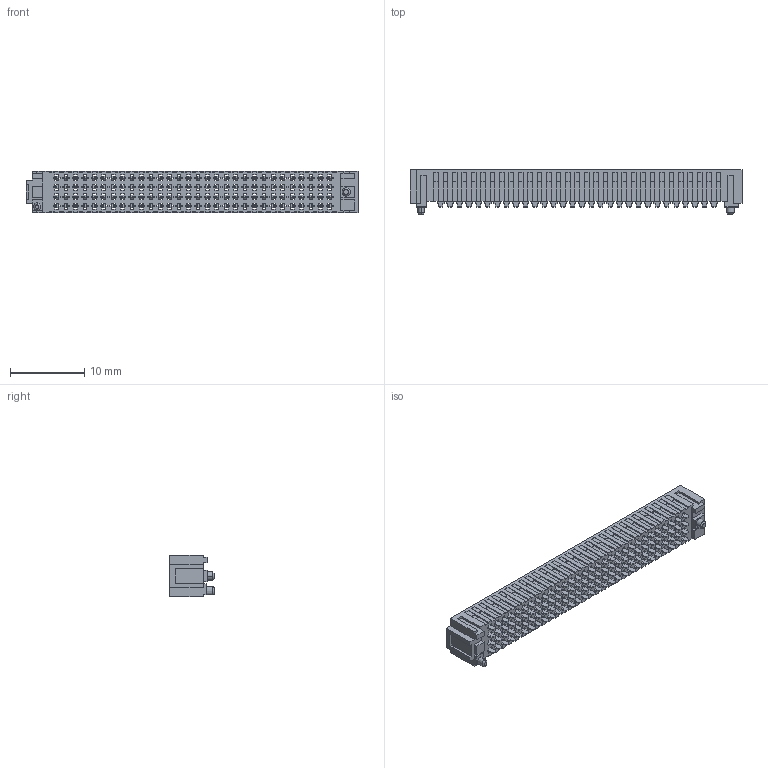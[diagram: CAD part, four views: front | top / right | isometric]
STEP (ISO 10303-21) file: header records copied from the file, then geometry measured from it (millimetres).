
FILE_DESCRIPTION((''),'2;1');
FILE_NAME('FBB12701-F100S3003BKMH51_REF_AS','2026-04-07T18:45:52',('gongchengVV'),(''),'CREO PARAMETRIC BY PTC INC, 2020033','CREO PARAMETRIC BY PTC INC, 2020033','');
FILE_SCHEMA(('CONFIG_CONTROL_DESIGN'));
Products named in the file (1): FBB12701-F100S3003BKMH51_REF_AS
Bounding box: 44.76 x 6.05 x 5.66 mm (x, y, z)
Volume: 590.3 mm3; surface area: 2928.7 mm2
Topology: 1 solids, 1 shells, 5510 faces, 18066 edges, 12200 vertices
Faces by surface type: plane 4480, cylinder 1024, extrusion 2, bspline 2, cone 2
Entity records: 198619 total; most frequent: CARTESIAN_POINT 37141, ORIENTED_EDGE 36132, DIRECTION 31600, EDGE_CURVE 18066, VECTOR 14568, LINE 14566, VERTEX_POINT 12200, AXIS2_PLACEMENT_3D 8516
